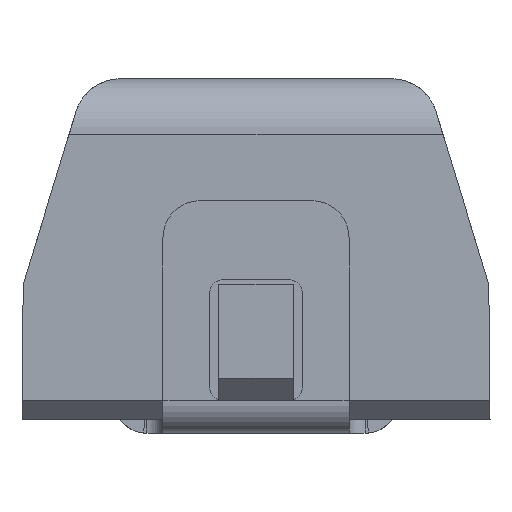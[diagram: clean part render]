
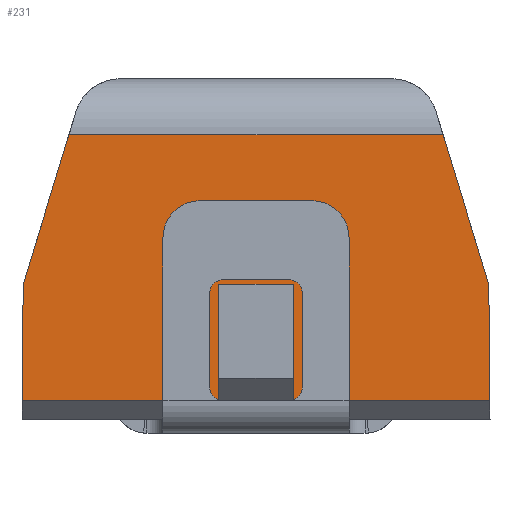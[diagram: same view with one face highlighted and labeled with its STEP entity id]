
A CAD part, left-side view. The second image highlights one B-rep face of the part: STEP entity #231.
In plain terms, the highlighted planar face has unit normal (-1, 0, 0).
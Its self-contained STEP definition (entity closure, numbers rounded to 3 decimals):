
#231=ADVANCED_FACE('',(#2633),#2635,.T.);
#2633=FACE_BOUND('',#2634,.T.);
#2634=EDGE_LOOP('',(#5549,#5550,#5551,#5552,#5553,#5554,#5555,#5556,#5557,#5558));
#2635=PLANE('',#2636);
#2636=AXIS2_PLACEMENT_3D('',#2637,#2638,#2639);
#2637=CARTESIAN_POINT('',(-4.725,0.,0.));
#2638=DIRECTION('',(-1.,0.,0.));
#2639=DIRECTION('',(0.,0.,-1.));
#5549=ORIENTED_EDGE('',*,*,#6893,.T.);
#5550=ORIENTED_EDGE('',*,*,#6894,.T.);
#5551=ORIENTED_EDGE('',*,*,#6895,.T.);
#5552=ORIENTED_EDGE('',*,*,#6891,.T.);
#5553=ORIENTED_EDGE('',*,*,#6896,.F.);
#5554=ORIENTED_EDGE('',*,*,#6897,.F.);
#5555=ORIENTED_EDGE('',*,*,#6898,.F.);
#5556=ORIENTED_EDGE('',*,*,#6887,.T.);
#5557=ORIENTED_EDGE('',*,*,#6899,.T.);
#5558=ORIENTED_EDGE('',*,*,#6900,.T.);
#6887=EDGE_CURVE('',#7574,#7572,#7575,.T.);
#6891=EDGE_CURVE('',#7582,#7580,#7583,.T.);
#6893=EDGE_CURVE('',#7585,#7586,#7587,.T.);
#6894=EDGE_CURVE('',#7586,#7588,#7589,.T.);
#6895=EDGE_CURVE('',#7588,#7582,#7590,.T.);
#6896=EDGE_CURVE('',#7591,#7580,#7592,.T.);
#6897=EDGE_CURVE('',#7593,#7591,#7594,.T.);
#6898=EDGE_CURVE('',#7574,#7593,#7595,.F.);
#6899=EDGE_CURVE('',#7572,#7596,#7597,.T.);
#6900=EDGE_CURVE('',#7596,#7585,#7598,.T.);
#7572=VERTEX_POINT('',#8690);
#7574=VERTEX_POINT('',#8694);
#7575=LINE('',#8695,#8696);
#7580=VERTEX_POINT('',#8706);
#7582=VERTEX_POINT('',#8710);
#7583=LINE('',#8711,#8712);
#7585=VERTEX_POINT('',#8717);
#7586=VERTEX_POINT('',#8718);
#7587=LINE('',#8719,#8720);
#7588=VERTEX_POINT('',#8722);
#7589=LINE('',#8723,#8724);
#7590=LINE('',#8726,#8727);
#7591=VERTEX_POINT('',#8729);
#7592=LINE('',#8730,#8731);
#7593=VERTEX_POINT('',#8733);
#7594=LINE('',#8734,#8735);
#7595=LINE('',#8737,#8738);
#7596=VERTEX_POINT('',#8740);
#7597=LINE('',#8741,#8742);
#7598=LINE('',#8744,#8745);
#8690=CARTESIAN_POINT('',(-4.725,-2.513,0.35));
#8694=CARTESIAN_POINT('',(-4.725,-0.4,0.35));
#8695=CARTESIAN_POINT('',(-4.725,-0.4,0.35));
#8696=VECTOR('',#8697,1.);
#8697=DIRECTION('',(0.,-1.,0.));
#8706=CARTESIAN_POINT('',(-4.725,0.4,0.35));
#8710=CARTESIAN_POINT('',(-4.725,2.513,0.35));
#8711=CARTESIAN_POINT('',(-4.725,2.513,0.35));
#8712=VECTOR('',#8713,1.);
#8713=DIRECTION('',(0.,-1.,0.));
#8717=CARTESIAN_POINT('',(-4.725,-2.01,3.21));
#8718=CARTESIAN_POINT('',(-4.725,2.01,3.21));
#8719=CARTESIAN_POINT('',(-4.725,-2.01,3.21));
#8720=VECTOR('',#8721,1.);
#8721=DIRECTION('',(0.,1.,0.));
#8722=CARTESIAN_POINT('',(-4.725,2.502,1.6));
#8723=CARTESIAN_POINT('',(-4.725,2.01,3.21));
#8724=VECTOR('',#8725,1.);
#8725=DIRECTION('',(0.,0.292,-0.956));
#8726=CARTESIAN_POINT('',(-4.725,2.502,1.6));
#8727=VECTOR('',#8728,1.);
#8728=DIRECTION('',(0.,0.009,-1.));
#8729=CARTESIAN_POINT('',(-4.725,0.4,1.6));
#8730=CARTESIAN_POINT('',(-4.725,0.4,1.6));
#8731=VECTOR('',#8732,1.);
#8732=DIRECTION('',(0.,0.,-1.));
#8733=CARTESIAN_POINT('',(-4.725,-0.4,1.6));
#8734=CARTESIAN_POINT('',(-4.725,-0.4,1.6));
#8735=VECTOR('',#8736,1.);
#8736=DIRECTION('',(0.,1.,0.));
#8737=CARTESIAN_POINT('',(-4.725,-0.4,1.6));
#8738=VECTOR('',#8739,1.);
#8739=DIRECTION('',(0.,0.,-1.));
#8740=CARTESIAN_POINT('',(-4.725,-2.502,1.6));
#8741=CARTESIAN_POINT('',(-4.725,-2.513,0.35));
#8742=VECTOR('',#8743,1.);
#8743=DIRECTION('',(0.,0.009,1.));
#8744=CARTESIAN_POINT('',(-4.725,-2.502,1.6));
#8745=VECTOR('',#8746,1.);
#8746=DIRECTION('',(0.,0.292,0.956));
